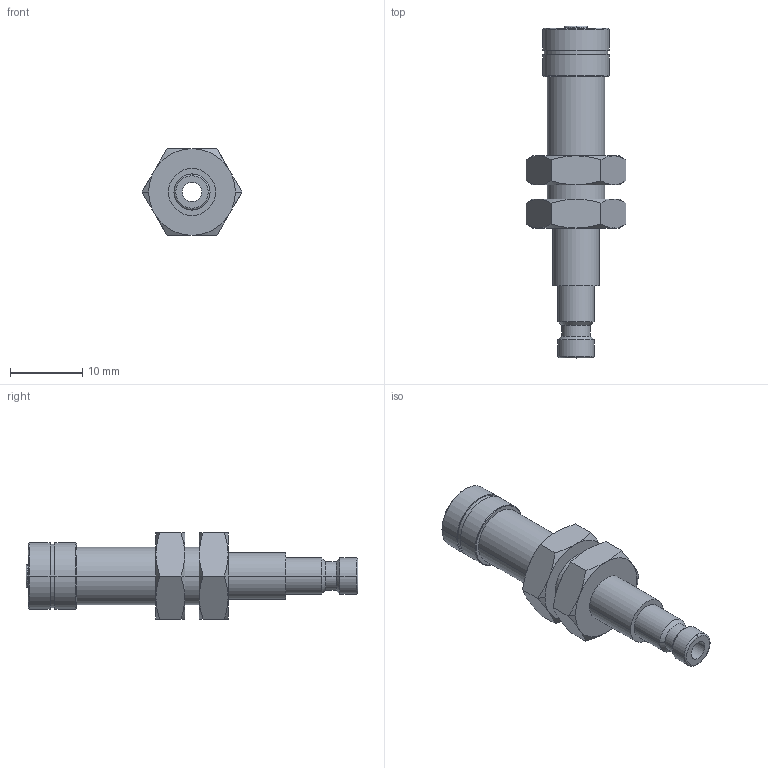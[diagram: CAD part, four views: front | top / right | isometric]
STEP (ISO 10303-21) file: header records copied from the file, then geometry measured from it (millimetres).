
FILE_DESCRIPTION(('STEP AP214'),'1');
FILE_NAME('esmcn_4_sqsvab.stp','2020-04-23T07:28:30',('TraceParts'),('TraceParts S.A.'),'Spatial InterOp 3D',' ',' ');
FILE_SCHEMA(('automotive_design'));
Length unit declared in the file: millimetre
Products named in the file (2): 1; 2
Bounding box: 13.86 x 46 x 12 mm (x, y, z)
Volume: 2294.2 mm3; surface area: 2165.6 mm2
Topology: 2 solids, 2 shells, 93 faces, 200 edges, 118 vertices
Faces by surface type: cone 44, plane 23, cylinder 22, torus 4
Entity records: 3095 total; most frequent: CARTESIAN_POINT 605, DIRECTION 440, ORIENTED_EDGE 400, EDGE_CURVE 200, AXIS2_PLACEMENT_3D 193, VERTEX_POINT 118, EDGE_LOOP 104, CIRCLE 98
